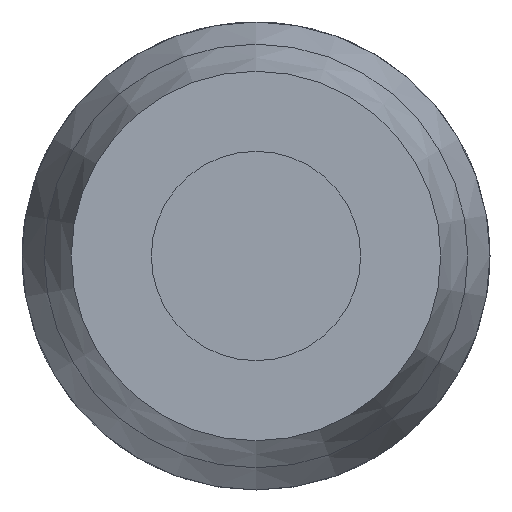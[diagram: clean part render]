
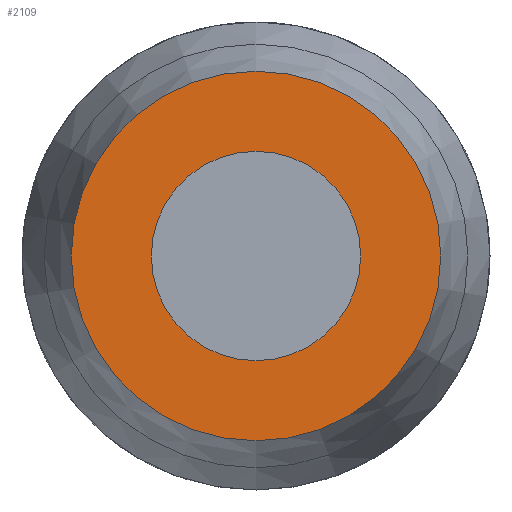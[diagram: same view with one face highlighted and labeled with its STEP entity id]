
A CAD part, front view. The second image highlights one B-rep face of the part: STEP entity #2109.
In plain terms, the highlighted planar face has unit normal (0, -1, 0).
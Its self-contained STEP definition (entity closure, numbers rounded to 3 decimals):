
#331 = FACE_OUTER_BOUND ( 'NONE', #2198, .T. ) ;
#505 = CARTESIAN_POINT ( 'NONE',  ( 0., -43., 0. ) ) ;
#733 = CARTESIAN_POINT ( 'NONE',  ( 0., -43., 0. ) ) ;
#808 = PLANE ( 'NONE',  #859 ) ;
#859 = AXIS2_PLACEMENT_3D ( 'NONE', #505, #1131, #3265 ) ;
#1036 = VERTEX_POINT ( 'NONE', #1415 ) ;
#1052 = DIRECTION ( 'NONE',  ( 0., 0., -1. ) ) ;
#1131 = DIRECTION ( 'NONE',  ( 0., -1., 0. ) ) ;
#1221 = DIRECTION ( 'NONE',  ( 0., 1., 0. ) ) ;
#1415 = CARTESIAN_POINT ( 'NONE',  ( 0., -43., -4.25 ) ) ;
#1556 = CIRCLE ( 'NONE', #3749, 7.5 ) ;
#1645 = EDGE_CURVE ( 'NONE', #1036, #1036, #1822, .T. ) ;
#1781 = VERTEX_POINT ( 'NONE', #2646 ) ;
#1822 = CIRCLE ( 'NONE', #3494, 4.25 ) ;
#1905 = EDGE_LOOP ( 'NONE', ( #1938 ) ) ;
#1938 = ORIENTED_EDGE ( 'NONE', *, *, #1645, .F. ) ;
#2109 = ADVANCED_FACE ( 'NONE', ( #331, #2588 ), #808, .T. ) ;
#2198 = EDGE_LOOP ( 'NONE', ( #2579 ) ) ;
#2321 = EDGE_CURVE ( 'NONE', #1781, #1781, #1556, .T. ) ;
#2579 = ORIENTED_EDGE ( 'NONE', *, *, #2321, .F. ) ;
#2588 = FACE_BOUND ( 'NONE', #1905, .T. ) ;
#2646 = CARTESIAN_POINT ( 'NONE',  ( 0., -43., 7.5 ) ) ;
#2880 = DIRECTION ( 'NONE',  ( 0., -1., 0. ) ) ;
#3044 = CARTESIAN_POINT ( 'NONE',  ( 0., -43., 0. ) ) ;
#3265 = DIRECTION ( 'NONE',  ( 0., 0., -1. ) ) ;
#3367 = DIRECTION ( 'NONE',  ( 0., 0., 1. ) ) ;
#3494 = AXIS2_PLACEMENT_3D ( 'NONE', #733, #2880, #1052 ) ;
#3749 = AXIS2_PLACEMENT_3D ( 'NONE', #3044, #1221, #3367 ) ;
